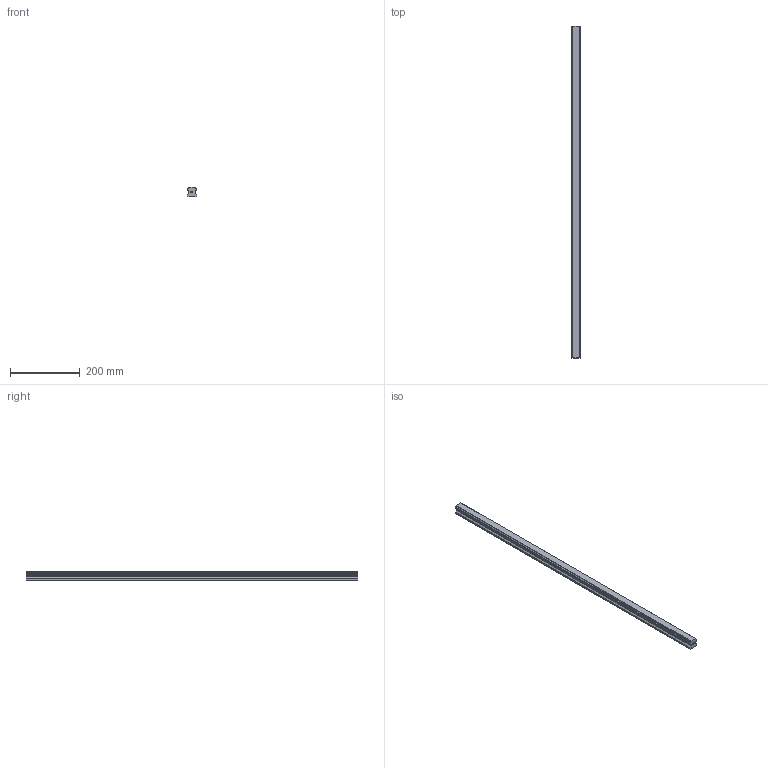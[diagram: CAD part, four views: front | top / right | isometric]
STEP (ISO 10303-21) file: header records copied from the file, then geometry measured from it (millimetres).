
FILE_DESCRIPTION(('STEP AP214'),'1');
FILE_NAME('cctmp_F5D881D5-AA22-41AF-B622-C29D1274677F_2021_01_26_14_50_25_0037..stp','2021-01-26T13:50:25',('HIWIN GmbH'),('CADClick - www.CADClick.com'),'Spatial InterOp 3D',' ','unknown authorization');
FILE_SCHEMA(('AUTOMOTIVE_DESIGN'));
Length unit declared in the file: millimetre
Products named in the file (1): HGR30T950C_FILE
Bounding box: 28 x 950 x 26 mm (x, y, z)
Volume: 576230.4 mm3; surface area: 110165.9 mm2
Topology: 1 solids, 1 shells, 163 faces, 447 edges, 278 vertices
Faces by surface type: plane 93, cylinder 46, cone 24
Entity records: 6281 total; most frequent: CARTESIAN_POINT 865, ORIENTED_EDGE 846, DIRECTION 843, EDGE_CURVE 423, LINE 331, VECTOR 331, VERTEX_POINT 278, AXIS2_PLACEMENT_3D 256
